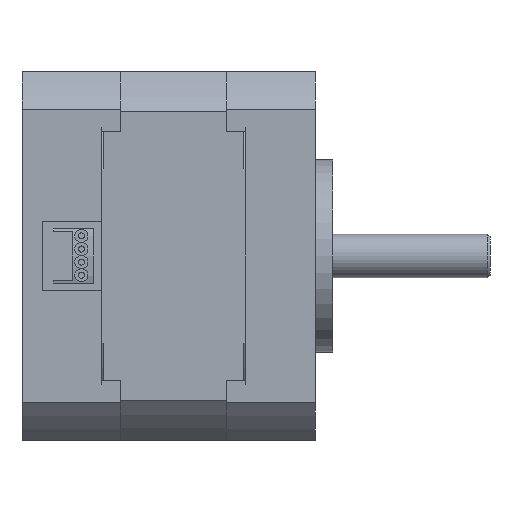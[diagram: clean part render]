
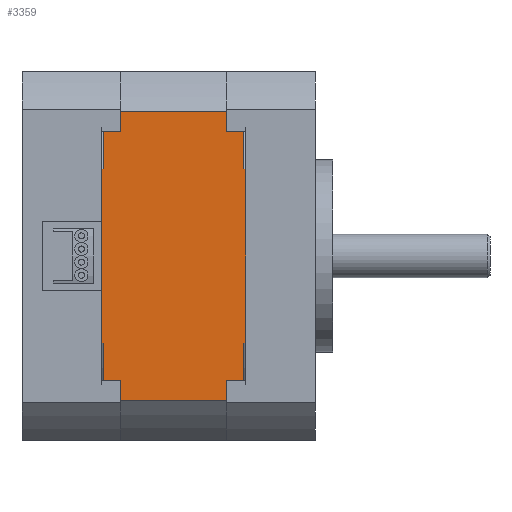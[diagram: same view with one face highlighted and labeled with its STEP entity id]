
A CAD part, front view. The second image highlights one B-rep face of the part: STEP entity #3359.
In plain terms, the highlighted face is planar.
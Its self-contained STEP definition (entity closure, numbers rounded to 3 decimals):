
#2485=DIRECTION('',(0.,0.,1.));
#2486=VECTOR('',#2485,19.993);
#2487=CARTESIAN_POINT('',(-20.714,0.,-9.997));
#2488=LINE('',#2487,#2486);
#2603=DIRECTION('',(0.,0.,1.));
#2604=VECTOR('',#2603,19.993);
#2605=CARTESIAN_POINT('',(-20.714,16.5,-9.997));
#2606=LINE('',#2605,#2604);
#2713=DIRECTION('',(0.,1.,0.));
#2714=VECTOR('',#2713,16.1);
#2715=CARTESIAN_POINT('',(-20.714,0.2,16.528));
#2716=LINE('',#2715,#2714);
#2722=DIRECTION('',(0.,0.,1.));
#2723=VECTOR('',#2722,6.532);
#2724=CARTESIAN_POINT('',(-20.714,0.2,-16.528));
#2725=LINE('',#2724,#2723);
#2726=DIRECTION('',(0.,1.,0.));
#2727=VECTOR('',#2726,16.1);
#2728=CARTESIAN_POINT('',(-20.714,0.2,-16.528));
#2729=LINE('',#2728,#2727);
#2730=DIRECTION('',(0.,0.,1.));
#2731=VECTOR('',#2730,6.532);
#2732=CARTESIAN_POINT('',(-20.714,16.3,-16.528));
#2733=LINE('',#2732,#2731);
#2734=DIRECTION('',(0.,1.,0.));
#2735=VECTOR('',#2734,0.2);
#2736=CARTESIAN_POINT('',(-20.714,16.3,-9.997));
#2737=LINE('',#2736,#2735);
#2738=DIRECTION('',(0.,1.,0.));
#2739=VECTOR('',#2738,0.2);
#2740=CARTESIAN_POINT('',(-20.714,16.3,9.997));
#2741=LINE('',#2740,#2739);
#2742=DIRECTION('',(0.,0.,1.));
#2743=VECTOR('',#2742,6.532);
#2744=CARTESIAN_POINT('',(-20.714,16.3,9.997));
#2745=LINE('',#2744,#2743);
#2746=DIRECTION('',(0.,0.,1.));
#2747=VECTOR('',#2746,6.532);
#2748=CARTESIAN_POINT('',(-20.714,0.2,9.997));
#2749=LINE('',#2748,#2747);
#2750=DIRECTION('',(0.,-1.,0.));
#2751=VECTOR('',#2750,0.2);
#2752=CARTESIAN_POINT('',(-20.714,0.2,9.997));
#2753=LINE('',#2752,#2751);
#2754=DIRECTION('',(0.,-1.,0.));
#2755=VECTOR('',#2754,0.2);
#2756=CARTESIAN_POINT('',(-20.714,0.2,-9.997));
#2757=LINE('',#2756,#2755);
#2893=CARTESIAN_POINT('',(-20.714,16.5,-9.997));
#2895=VERTEX_POINT('',#2893);
#2896=CARTESIAN_POINT('',(-20.714,16.5,9.997));
#2898=VERTEX_POINT('',#2896);
#2928=CARTESIAN_POINT('',(-20.714,16.3,-16.528));
#2929=VERTEX_POINT('',#2928);
#2930=CARTESIAN_POINT('',(-20.714,16.3,-9.997));
#2931=VERTEX_POINT('',#2930);
#2932=CARTESIAN_POINT('',(-20.714,16.3,9.997));
#2933=CARTESIAN_POINT('',(-20.714,16.3,16.528));
#2934=VERTEX_POINT('',#2932);
#2935=VERTEX_POINT('',#2933);
#2936=CARTESIAN_POINT('',(-20.714,0.,-9.997));
#2938=VERTEX_POINT('',#2936);
#2949=CARTESIAN_POINT('',(-20.714,0.,9.997));
#2951=VERTEX_POINT('',#2949);
#2976=CARTESIAN_POINT('',(-20.714,0.2,-16.528));
#2977=VERTEX_POINT('',#2976);
#2978=CARTESIAN_POINT('',(-20.714,0.2,-9.997));
#2979=VERTEX_POINT('',#2978);
#2980=CARTESIAN_POINT('',(-20.714,0.2,9.997));
#2981=CARTESIAN_POINT('',(-20.714,0.2,16.528));
#2982=VERTEX_POINT('',#2980);
#2983=VERTEX_POINT('',#2981);
#3334=CARTESIAN_POINT('',(-20.714,0.,-16.528));
#3335=DIRECTION('',(-1.,0.,0.));
#3336=DIRECTION('',(0.,0.,1.));
#3337=AXIS2_PLACEMENT_3D('',#3334,#3335,#3336);
#3338=PLANE('',#3337);
#3339=ORIENTED_EDGE('',*,*,#3285,.F.);
#3341=ORIENTED_EDGE('',*,*,#3340,.T.);
#3343=ORIENTED_EDGE('',*,*,#3342,.T.);
#3344=ORIENTED_EDGE('',*,*,#3193,.T.);
#3345=ORIENTED_EDGE('',*,*,#3153,.T.);
#3347=ORIENTED_EDGE('',*,*,#3346,.F.);
#3349=ORIENTED_EDGE('',*,*,#3348,.T.);
#3350=ORIENTED_EDGE('',*,*,#3326,.F.);
#3351=ORIENTED_EDGE('',*,*,#3239,.F.);
#3353=ORIENTED_EDGE('',*,*,#3352,.T.);
#3354=ORIENTED_EDGE('',*,*,#2991,.F.);
#3356=ORIENTED_EDGE('',*,*,#3355,.F.);
#3357=EDGE_LOOP('',(#3339,#3341,#3343,#3344,#3345,#3347,#3349,#3350,#3351,#3353,
#3354,#3356));
#3358=FACE_OUTER_BOUND('',#3357,.F.);
#3359=ADVANCED_FACE('',(#3358),#3338,.T.);
#2991=EDGE_CURVE('',#2938,#2951,#2488,.T.);
#3153=EDGE_CURVE('',#2895,#2898,#2606,.T.);
#3193=EDGE_CURVE('',#2931,#2895,#2737,.T.);
#3239=EDGE_CURVE('',#2982,#2983,#2749,.T.);
#3285=EDGE_CURVE('',#2977,#2979,#2725,.T.);
#3326=EDGE_CURVE('',#2983,#2935,#2716,.T.);
#3340=EDGE_CURVE('',#2977,#2929,#2729,.T.);
#3342=EDGE_CURVE('',#2929,#2931,#2733,.T.);
#3346=EDGE_CURVE('',#2934,#2898,#2741,.T.);
#3348=EDGE_CURVE('',#2934,#2935,#2745,.T.);
#3352=EDGE_CURVE('',#2982,#2951,#2753,.T.);
#3355=EDGE_CURVE('',#2979,#2938,#2757,.T.);
